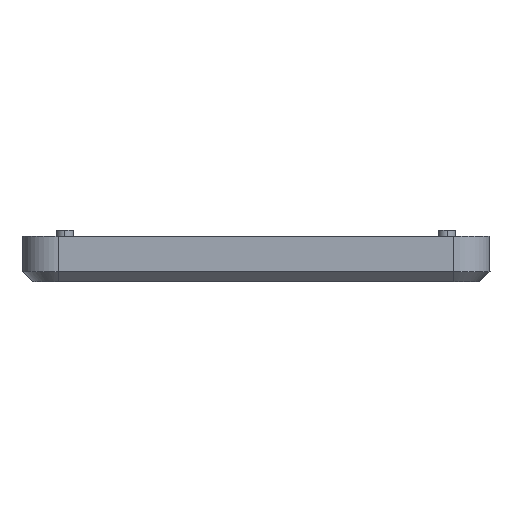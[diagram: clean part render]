
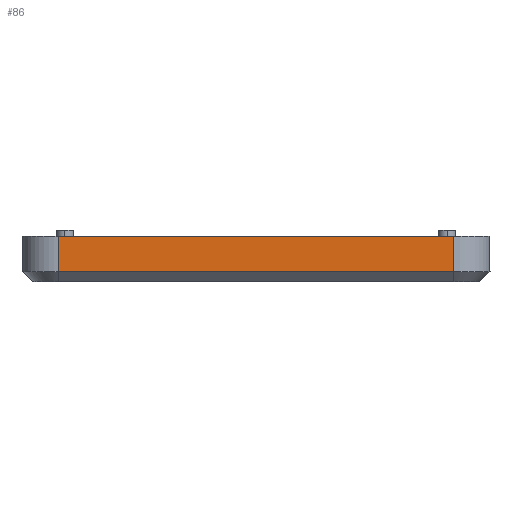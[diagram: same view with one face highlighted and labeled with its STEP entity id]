
A CAD part, front view. The second image highlights one B-rep face of the part: STEP entity #86.
In plain terms, the highlighted planar face has unit normal (0, -1, 0).
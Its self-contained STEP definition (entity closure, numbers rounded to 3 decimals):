
#86=ADVANCED_FACE('',(#237),#2342,.T.);
#237=FACE_OUTER_BOUND('',#393,.T.);
#393=EDGE_LOOP('',(#814,#815,#816,#817));
#814=ORIENTED_EDGE('',*,*,#1479,.F.);
#815=ORIENTED_EDGE('',*,*,#1483,.T.);
#816=ORIENTED_EDGE('',*,*,#1484,.T.);
#817=ORIENTED_EDGE('',*,*,#1401,.F.);
#1401=EDGE_CURVE('',#2180,#2181,#1773,.T.);
#1479=EDGE_CURVE('',#2226,#2180,#1836,.T.);
#1483=EDGE_CURVE('',#2226,#2227,#1838,.T.);
#1484=EDGE_CURVE('',#2227,#2181,#1839,.T.);
#1773=B_SPLINE_CURVE_WITH_KNOTS('',1,(#4129,#4130),.UNSPECIFIED.,.F.,.F.,
(2,2),(0.,50.7),.UNSPECIFIED.);
#1836=B_SPLINE_CURVE_WITH_KNOTS('',1,(#4333,#4334),.UNSPECIFIED.,.F.,.F.,
(2,2),(-4.5,0.),.UNSPECIFIED.);
#1838=B_SPLINE_CURVE_WITH_KNOTS('',1,(#4359,#4360),.UNSPECIFIED.,.F.,.F.,
(2,2),(-50.7,0.),.UNSPECIFIED.);
#1839=B_SPLINE_CURVE_WITH_KNOTS('',1,(#4361,#4362),.UNSPECIFIED.,.F.,.F.,
(2,2),(-4.5,0.),.UNSPECIFIED.);
#2180=VERTEX_POINT('',#3674);
#2181=VERTEX_POINT('',#3675);
#2226=VERTEX_POINT('',#3720);
#2227=VERTEX_POINT('',#3721);
#2342=PLANE('',#2513);
#2513=AXIS2_PLACEMENT_3D('',#3099,#2626,$);
#2626=DIRECTION('',(0.,-1.,0.));
#3099=CARTESIAN_POINT('',(-31.721,96.002,-126.826));
#3674=CARTESIAN_POINT('',(-26.65,96.002,-121.875));
#3675=CARTESIAN_POINT('',(24.05,96.002,-121.875));
#3720=CARTESIAN_POINT('',(-26.65,96.002,-126.375));
#3721=CARTESIAN_POINT('',(24.05,96.002,-126.375));
#4129=CARTESIAN_POINT('',(-26.65,96.002,-121.875));
#4130=CARTESIAN_POINT('',(24.05,96.002,-121.875));
#4333=CARTESIAN_POINT('',(-26.65,96.002,-126.375));
#4334=CARTESIAN_POINT('',(-26.65,96.002,-121.875));
#4359=CARTESIAN_POINT('',(-26.65,96.002,-126.375));
#4360=CARTESIAN_POINT('',(24.05,96.002,-126.375));
#4361=CARTESIAN_POINT('',(24.05,96.002,-126.375));
#4362=CARTESIAN_POINT('',(24.05,96.002,-121.875));
